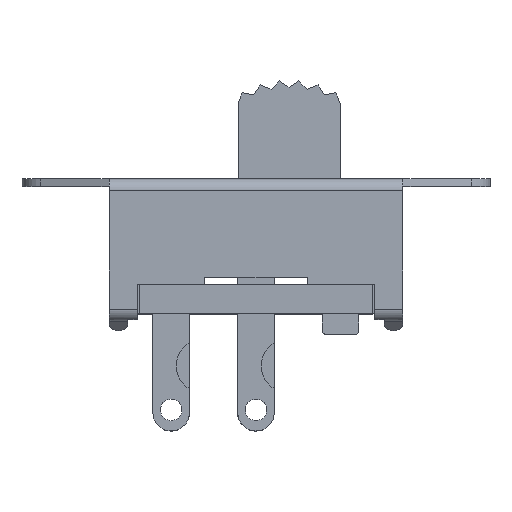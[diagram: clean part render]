
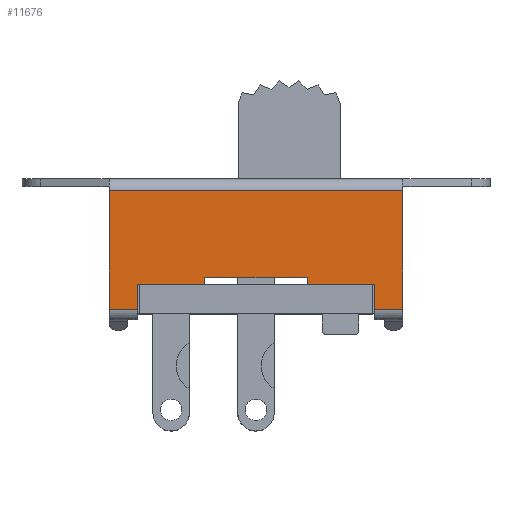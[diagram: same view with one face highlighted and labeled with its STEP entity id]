
A CAD part, top view. The second image highlights one B-rep face of the part: STEP entity #11676.
In plain terms, the highlighted planar face has unit normal (0, 0, 1).
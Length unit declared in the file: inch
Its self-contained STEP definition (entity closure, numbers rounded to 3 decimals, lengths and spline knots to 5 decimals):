
#981=FACE_OUTER_BOUND('',#1565,.T.);
#1565=EDGE_LOOP('',(#9195,#9196,#9197,#9198,#9199,#9200,#9201,#9202,#9203,
#9204,#9205,#9206));
#2680=LINE('',#18103,#3950);
#2726=LINE('',#18223,#3996);
#2737=LINE('',#18250,#4007);
#2738=LINE('',#18252,#4008);
#2739=LINE('',#18254,#4009);
#2740=LINE('',#18256,#4010);
#2741=LINE('',#18258,#4011);
#2742=LINE('',#18260,#4012);
#2743=LINE('',#18262,#4013);
#2744=LINE('',#18264,#4014);
#2745=LINE('',#18266,#4015);
#2746=LINE('',#18267,#4016);
#3950=VECTOR('',#14732,0.3937);
#3996=VECTOR('',#14836,0.3937);
#4007=VECTOR('',#14859,0.3937);
#4008=VECTOR('',#14860,0.3937);
#4009=VECTOR('',#14861,0.3937);
#4010=VECTOR('',#14862,0.3937);
#4011=VECTOR('',#14863,0.3937);
#4012=VECTOR('',#14864,0.3937);
#4013=VECTOR('',#14865,0.3937);
#4014=VECTOR('',#14866,0.3937);
#4015=VECTOR('',#14867,0.3937);
#4016=VECTOR('',#14868,0.3937);
#5061=VERTEX_POINT('',#18100);
#5062=VERTEX_POINT('',#18102);
#5107=VERTEX_POINT('',#18221);
#5117=VERTEX_POINT('',#18249);
#5118=VERTEX_POINT('',#18251);
#5119=VERTEX_POINT('',#18253);
#5120=VERTEX_POINT('',#18255);
#5121=VERTEX_POINT('',#18257);
#5122=VERTEX_POINT('',#18259);
#5123=VERTEX_POINT('',#18261);
#5124=VERTEX_POINT('',#18263);
#5125=VERTEX_POINT('',#18265);
#6494=EDGE_CURVE('',#5061,#5062,#2680,.T.);
#6555=EDGE_CURVE('',#5107,#5061,#2726,.T.);
#6568=EDGE_CURVE('',#5107,#5117,#2737,.T.);
#6569=EDGE_CURVE('',#5117,#5118,#2738,.T.);
#6570=EDGE_CURVE('',#5118,#5119,#2739,.T.);
#6571=EDGE_CURVE('',#5120,#5119,#2740,.T.);
#6572=EDGE_CURVE('',#5120,#5121,#2741,.T.);
#6573=EDGE_CURVE('',#5121,#5122,#2742,.T.);
#6574=EDGE_CURVE('',#5122,#5123,#2743,.T.);
#6575=EDGE_CURVE('',#5123,#5124,#2744,.T.);
#6576=EDGE_CURVE('',#5124,#5125,#2745,.T.);
#6577=EDGE_CURVE('',#5125,#5062,#2746,.T.);
#9195=ORIENTED_EDGE('',*,*,#6555,.F.);
#9196=ORIENTED_EDGE('',*,*,#6568,.T.);
#9197=ORIENTED_EDGE('',*,*,#6569,.T.);
#9198=ORIENTED_EDGE('',*,*,#6570,.T.);
#9199=ORIENTED_EDGE('',*,*,#6571,.F.);
#9200=ORIENTED_EDGE('',*,*,#6572,.T.);
#9201=ORIENTED_EDGE('',*,*,#6573,.T.);
#9202=ORIENTED_EDGE('',*,*,#6574,.T.);
#9203=ORIENTED_EDGE('',*,*,#6575,.T.);
#9204=ORIENTED_EDGE('',*,*,#6576,.T.);
#9205=ORIENTED_EDGE('',*,*,#6577,.T.);
#9206=ORIENTED_EDGE('',*,*,#6494,.F.);
#10676=PLANE('',#12450);
#11676=ADVANCED_FACE('',(#981),#10676,.T.);
#12450=AXIS2_PLACEMENT_3D('',#18248,#14857,#14858);
#14732=DIRECTION('',(0.,1.,0.));
#14836=DIRECTION('',(-1.,0.,0.));
#14857=DIRECTION('center_axis',(0.,0.,1.));
#14858=DIRECTION('ref_axis',(1.,0.,0.));
#14859=DIRECTION('',(0.,1.,0.));
#14860=DIRECTION('',(-1.,0.,0.));
#14861=DIRECTION('',(0.,-1.,0.));
#14862=DIRECTION('',(-1.,0.,0.));
#14863=DIRECTION('',(0.,1.,0.));
#14864=DIRECTION('',(1.,0.,0.));
#14865=DIRECTION('',(0.,1.,0.));
#14866=DIRECTION('',(1.,0.,0.));
#14867=DIRECTION('',(0.,-1.,0.));
#14868=DIRECTION('',(1.,0.,0.));
#18100=CARTESIAN_POINT('',(0.254,0.16464,-0.00946));
#18102=CARTESIAN_POINT('',(0.254,0.21664,-0.00946));
#18103=CARTESIAN_POINT('',(0.254,0.15464,-0.00946));
#18221=CARTESIAN_POINT('',(0.314,0.16464,-0.00946));
#18223=CARTESIAN_POINT('',(0.,0.16464,-0.00946));
#18248=CARTESIAN_POINT('Origin',(0.,0.32464,
-0.00946));
#18249=CARTESIAN_POINT('',(0.314,0.41693,-0.00946));
#18250=CARTESIAN_POINT('',(0.314,0.21664,-0.00946));
#18251=CARTESIAN_POINT('',(-0.314,0.41693,-0.00946));
#18252=CARTESIAN_POINT('',(0.,0.41693,-0.00946));
#18253=CARTESIAN_POINT('',(-0.314,0.16464,-0.00946));
#18254=CARTESIAN_POINT('',(-0.314,0.43264,-0.00946));
#18255=CARTESIAN_POINT('',(-0.254,0.16464,-0.00946));
#18256=CARTESIAN_POINT('',(0.,0.16464,-0.00946));
#18257=CARTESIAN_POINT('',(-0.254,0.21664,-0.00946));
#18258=CARTESIAN_POINT('',(-0.254,0.15464,-0.00946));
#18259=CARTESIAN_POINT('',(-0.11,0.21664,-0.00946));
#18260=CARTESIAN_POINT('',(-0.314,0.21664,-0.00946));
#18261=CARTESIAN_POINT('',(-0.11,0.23164,-0.00946));
#18262=CARTESIAN_POINT('',(-0.11,0.27814,-0.00946));
#18263=CARTESIAN_POINT('',(0.11,0.23164,-0.00946));
#18264=CARTESIAN_POINT('',(0.055,0.23164,-0.00946));
#18265=CARTESIAN_POINT('',(0.11,0.21664,-0.00946));
#18266=CARTESIAN_POINT('',(0.11,0.27064,-0.00946));
#18267=CARTESIAN_POINT('',(-0.314,0.21664,-0.00946));
